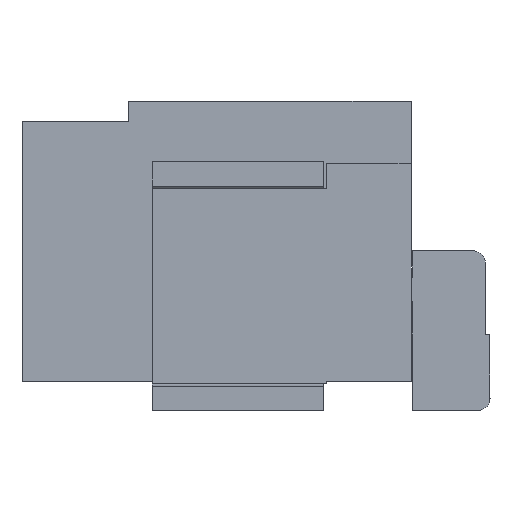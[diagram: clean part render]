
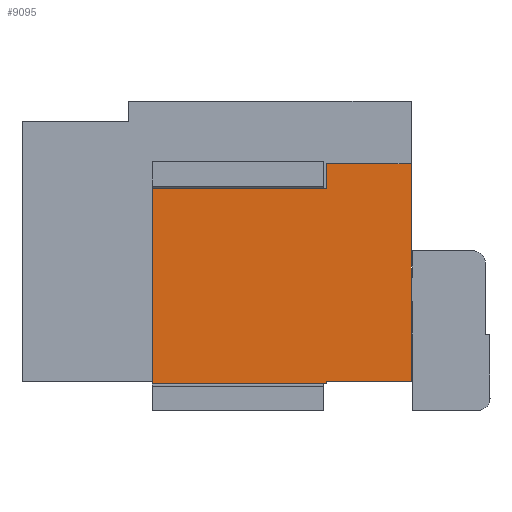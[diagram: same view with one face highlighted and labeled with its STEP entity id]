
A CAD part, left-side view. The second image highlights one B-rep face of the part: STEP entity #9095.
In plain terms, the highlighted planar face has unit normal (-1, 0, 0).
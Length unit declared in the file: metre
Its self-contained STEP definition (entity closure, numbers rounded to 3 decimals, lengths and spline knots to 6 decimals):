
#442=ORIENTED_EDGE('',*,*,#2974,.F.);
#443=ORIENTED_EDGE('',*,*,#2975,.F.);
#444=ORIENTED_EDGE('',*,*,#2970,.T.);
#445=ORIENTED_EDGE('',*,*,#2967,.F.);
#446=ORIENTED_EDGE('',*,*,#2950,.F.);
#447=ORIENTED_EDGE('',*,*,#2957,.T.);
#448=ORIENTED_EDGE('',*,*,#2969,.T.);
#449=ORIENTED_EDGE('',*,*,#2976,.T.);
#2950=EDGE_CURVE('',#4218,#4219,#5086,.T.);
#2957=EDGE_CURVE('',#4218,#4225,#5091,.T.);
#2967=EDGE_CURVE('',#4219,#4230,#5098,.T.);
#2969=EDGE_CURVE('',#4225,#4231,#5100,.T.);
#2970=EDGE_CURVE('',#4232,#4230,#5101,.T.);
#2974=EDGE_CURVE('',#4235,#4236,#5105,.T.);
#2975=EDGE_CURVE('',#4232,#4235,#5106,.T.);
#2976=EDGE_CURVE('',#4231,#4236,#5107,.T.);
#4218=VERTEX_POINT('',#13995);
#4219=VERTEX_POINT('',#13996);
#4225=VERTEX_POINT('',#14009);
#4230=VERTEX_POINT('',#14028);
#4231=VERTEX_POINT('',#14032);
#4232=VERTEX_POINT('',#14036);
#4235=VERTEX_POINT('',#14044);
#4236=VERTEX_POINT('',#14045);
#5086=LINE('',#13994,#6221);
#5091=LINE('',#14010,#6226);
#5098=LINE('',#14029,#6233);
#5100=LINE('',#14033,#6235);
#5101=LINE('',#14035,#6236);
#5105=LINE('',#14043,#6240);
#5106=LINE('',#14046,#6241);
#5107=LINE('',#14047,#6242);
#6221=VECTOR('',#11710,1.);
#6226=VECTOR('',#11721,1.);
#6233=VECTOR('',#11742,1.);
#6235=VECTOR('',#11746,1.);
#6236=VECTOR('',#11749,1.);
#6240=VECTOR('',#11755,1.);
#6241=VECTOR('',#11756,1.);
#6242=VECTOR('',#11757,1.);
#7306=EDGE_LOOP('',(#442,#443,#444,#445,#446,#447,#448,#449));
#7865=FACE_BOUND('',#7306,.T.);
#8420=PLANE('',#11040);
#9095=ADVANCED_FACE('',(#7865),#8420,.T.);
#11040=AXIS2_PLACEMENT_3D('',#14042,#11753,#11754);
#11710=DIRECTION('',(0.,0.,1.));
#11721=DIRECTION('',(0.,-1.,0.));
#11742=DIRECTION('',(0.,-1.,0.));
#11746=DIRECTION('',(0.,0.,1.));
#11749=DIRECTION('',(0.,0.,-1.));
#11753=DIRECTION('',(-1.,0.,0.));
#11754=DIRECTION('',(0.,0.,1.));
#11755=DIRECTION('',(0.,0.,-1.));
#11756=DIRECTION('',(0.,-1.,0.));
#11757=DIRECTION('',(0.,-1.,0.));
#13994=CARTESIAN_POINT('',(-0.010164,0.003416,0.00254));
#13995=CARTESIAN_POINT('',(-0.010164,0.003416,0.000305));
#13996=CARTESIAN_POINT('',(-0.010164,0.003416,0.00254));
#14009=CARTESIAN_POINT('',(-0.010164,0.001422,0.000305));
#14010=CARTESIAN_POINT('',(-0.010164,0.003416,0.000305));
#14028=CARTESIAN_POINT('',(-0.010164,0.001422,0.00254));
#14029=CARTESIAN_POINT('',(-0.010164,0.003416,0.00254));
#14032=CARTESIAN_POINT('',(-0.010164,0.001422,0.000334));
#14033=CARTESIAN_POINT('',(-0.010164,0.001422,0.002823));
#14035=CARTESIAN_POINT('',(-0.010164,0.001422,0.002823));
#14036=CARTESIAN_POINT('',(-0.010164,0.001422,0.002823));
#14042=CARTESIAN_POINT('',(-0.010164,0.001422,0.002823));
#14043=CARTESIAN_POINT('',(-0.010164,0.000457,0.002823));
#14044=CARTESIAN_POINT('',(-0.010164,0.000457,0.002823));
#14045=CARTESIAN_POINT('',(-0.010164,0.000457,0.000334));
#14046=CARTESIAN_POINT('',(-0.010164,0.001422,0.002823));
#14047=CARTESIAN_POINT('',(-0.010164,0.001422,0.000334));
